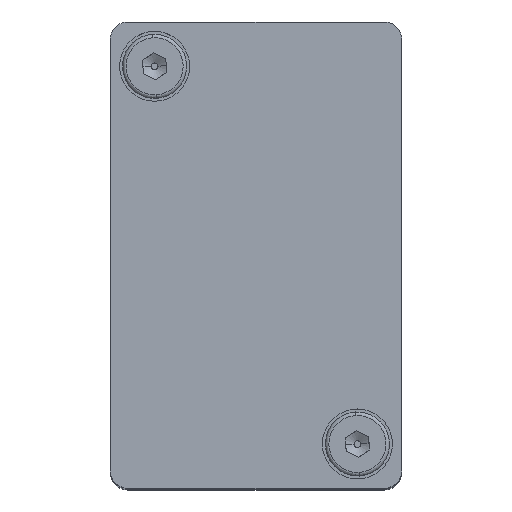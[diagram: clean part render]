
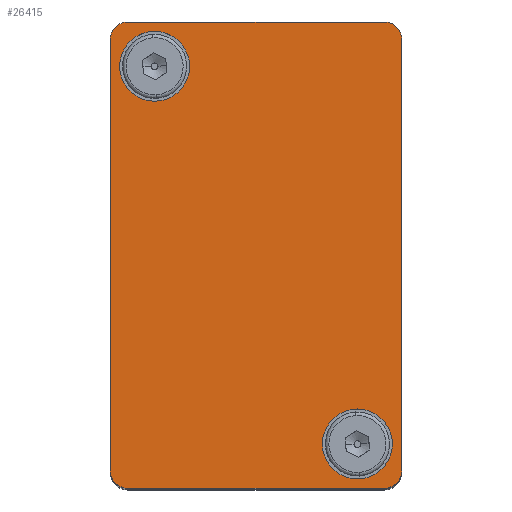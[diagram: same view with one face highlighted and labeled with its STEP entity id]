
A CAD part, top view. The second image highlights one B-rep face of the part: STEP entity #26415.
In plain terms, the highlighted face is planar.
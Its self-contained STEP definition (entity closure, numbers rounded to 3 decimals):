
#24865=CARTESIAN_POINT('',(7.2,6.75,15.2));
#24866=VERTEX_POINT('',#24865);
#24882=CARTESIAN_POINT('',(7.2,6.75,9.2));
#24883=VERTEX_POINT('',#24882);
#24890=CARTESIAN_POINT('',(7.2,6.75,12.2));
#24891=DIRECTION('',(0.0,-1.0,0.0));
#24892=DIRECTION('',(0.0,0.0,1.0));
#24893=AXIS2_PLACEMENT_3D('',#24890,#24891,#24892);
#24894=CIRCLE('',#24893,3.0);
#24895=EDGE_CURVE('',#24866,#24883,#24894,.T.);
#24907=CARTESIAN_POINT('',(-10.2,6.75,-17.2));
#24908=VERTEX_POINT('',#24907);
#24924=CARTESIAN_POINT('',(-10.2,6.75,-23.2));
#24925=VERTEX_POINT('',#24924);
#24932=CARTESIAN_POINT('',(-10.2,6.75,-20.2));
#24933=DIRECTION('',(0.0,-1.0,0.0));
#24934=DIRECTION('',(0.0,0.0,1.0));
#24935=AXIS2_PLACEMENT_3D('',#24932,#24933,#24934);
#24936=CIRCLE('',#24935,3.0);
#24937=EDGE_CURVE('',#24908,#24925,#24936,.T.);
#24949=CARTESIAN_POINT('',(-13.561,6.75,15.561));
#24950=VERTEX_POINT('',#24949);
#24966=CARTESIAN_POINT('',(-12.5,6.75,16.));
#24967=VERTEX_POINT('',#24966);
#24974=CARTESIAN_POINT('',(-12.5,6.75,14.5));
#24975=DIRECTION('',(0.0,-1.,0.0));
#24976=DIRECTION('',(-0.707,0.0,0.707));
#24977=AXIS2_PLACEMENT_3D('',#24974,#24975,#24976);
#24978=CIRCLE('',#24977,1.5);
#24979=EDGE_CURVE('',#24967,#24950,#24978,.T.);
#24991=CARTESIAN_POINT('',(-13.561,6.75,-23.561));
#24992=VERTEX_POINT('',#24991);
#25008=CARTESIAN_POINT('',(-14.0,6.75,-22.5));
#25009=VERTEX_POINT('',#25008);
#25016=CARTESIAN_POINT('',(-12.5,6.75,-22.5));
#25017=DIRECTION('',(0.0,-1.,0.0));
#25018=DIRECTION('',(-0.707,0.0,-0.707));
#25019=AXIS2_PLACEMENT_3D('',#25016,#25017,#25018);
#25020=CIRCLE('',#25019,1.5);
#25021=EDGE_CURVE('',#25009,#24992,#25020,.T.);
#25033=CARTESIAN_POINT('',(10.561,6.75,-23.561));
#25034=VERTEX_POINT('',#25033);
#25050=CARTESIAN_POINT('',(9.5,6.75,-24.0));
#25051=VERTEX_POINT('',#25050);
#25058=CARTESIAN_POINT('',(9.5,6.75,-22.5));
#25059=DIRECTION('',(0.0,-1.,0.0));
#25060=DIRECTION('',(0.707,0.0,-0.707));
#25061=AXIS2_PLACEMENT_3D('',#25058,#25059,#25060);
#25062=CIRCLE('',#25061,1.5);
#25063=EDGE_CURVE('',#25051,#25034,#25062,.T.);
#25075=CARTESIAN_POINT('',(10.561,6.75,15.561));
#25076=VERTEX_POINT('',#25075);
#25092=CARTESIAN_POINT('',(11.0,6.75,14.5));
#25093=VERTEX_POINT('',#25092);
#25100=CARTESIAN_POINT('',(9.5,6.75,14.5));
#25101=DIRECTION('',(0.0,-1.,0.0));
#25102=DIRECTION('',(0.707,0.0,0.707));
#25103=AXIS2_PLACEMENT_3D('',#25100,#25101,#25102);
#25104=CIRCLE('',#25103,1.5);
#25105=EDGE_CURVE('',#25093,#25076,#25104,.T.);
#26288=CARTESIAN_POINT('',(9.5,6.75,16.));
#26289=VERTEX_POINT('',#26288);
#26290=CARTESIAN_POINT('',(9.5,6.75,14.5));
#26291=DIRECTION('',(0.0,-1.,0.0));
#26292=DIRECTION('',(0.707,0.0,0.707));
#26293=AXIS2_PLACEMENT_3D('',#26290,#26291,#26292);
#26294=CIRCLE('',#26293,1.5);
#26295=EDGE_CURVE('',#25076,#26289,#26294,.T.);
#26321=CARTESIAN_POINT('',(9.5,6.75,16.));
#26322=DIRECTION('',(-1.0,0.0,0.0));
#26323=VECTOR('',#26322,22.0);
#26324=LINE('',#26321,#26323);
#26325=EDGE_CURVE('',#26289,#24967,#26324,.T.);
#26337=CARTESIAN_POINT('',(0.,6.75,0.));
#26338=DIRECTION('',(0.0,1.0,0.0));
#26339=DIRECTION('',(0.0,0.0,1.0));
#26340=AXIS2_PLACEMENT_3D('',#26337,#26338,#26339);
#26341=PLANE('',#26340);
#26342=ORIENTED_EDGE('',*,*,#25105,.F.);
#26343=CARTESIAN_POINT('',(11.0,6.75,-22.5));
#26344=VERTEX_POINT('',#26343);
#26345=CARTESIAN_POINT('',(11.0,6.75,-22.5));
#26346=DIRECTION('',(0.0,0.0,1.0));
#26347=VECTOR('',#26346,37.0);
#26348=LINE('',#26345,#26347);
#26349=EDGE_CURVE('',#26344,#25093,#26348,.T.);
#26350=ORIENTED_EDGE('',*,*,#26349,.F.);
#26351=CARTESIAN_POINT('',(9.5,6.75,-22.5));
#26352=DIRECTION('',(0.0,-1.,0.0));
#26353=DIRECTION('',(0.707,0.0,-0.707));
#26354=AXIS2_PLACEMENT_3D('',#26351,#26352,#26353);
#26355=CIRCLE('',#26354,1.5);
#26356=EDGE_CURVE('',#25034,#26344,#26355,.T.);
#26357=ORIENTED_EDGE('',*,*,#26356,.F.);
#26358=ORIENTED_EDGE('',*,*,#25063,.F.);
#26359=CARTESIAN_POINT('',(-12.5,6.75,-24.0));
#26360=VERTEX_POINT('',#26359);
#26361=CARTESIAN_POINT('',(-12.5,6.75,-24.0));
#26362=DIRECTION('',(1.0,0.0,0.0));
#26363=VECTOR('',#26362,22.0);
#26364=LINE('',#26361,#26363);
#26365=EDGE_CURVE('',#26360,#25051,#26364,.T.);
#26366=ORIENTED_EDGE('',*,*,#26365,.F.);
#26367=CARTESIAN_POINT('',(-12.5,6.75,-22.5));
#26368=DIRECTION('',(0.0,-1.,0.0));
#26369=DIRECTION('',(-0.707,0.0,-0.707));
#26370=AXIS2_PLACEMENT_3D('',#26367,#26368,#26369);
#26371=CIRCLE('',#26370,1.5);
#26372=EDGE_CURVE('',#24992,#26360,#26371,.T.);
#26373=ORIENTED_EDGE('',*,*,#26372,.F.);
#26374=ORIENTED_EDGE('',*,*,#25021,.F.);
#26375=CARTESIAN_POINT('',(-14.0,6.75,14.5));
#26376=VERTEX_POINT('',#26375);
#26377=CARTESIAN_POINT('',(-14.0,6.75,14.5));
#26378=DIRECTION('',(0.0,0.0,-1.0));
#26379=VECTOR('',#26378,37.0);
#26380=LINE('',#26377,#26379);
#26381=EDGE_CURVE('',#26376,#25009,#26380,.T.);
#26382=ORIENTED_EDGE('',*,*,#26381,.F.);
#26383=CARTESIAN_POINT('',(-12.5,6.75,14.5));
#26384=DIRECTION('',(0.0,-1.,0.0));
#26385=DIRECTION('',(-0.707,0.0,0.707));
#26386=AXIS2_PLACEMENT_3D('',#26383,#26384,#26385);
#26387=CIRCLE('',#26386,1.5);
#26388=EDGE_CURVE('',#24950,#26376,#26387,.T.);
#26389=ORIENTED_EDGE('',*,*,#26388,.F.);
#26390=ORIENTED_EDGE('',*,*,#24979,.F.);
#26391=ORIENTED_EDGE('',*,*,#26325,.F.);
#26392=ORIENTED_EDGE('',*,*,#26295,.F.);
#26393=EDGE_LOOP('',(#26342,#26350,#26357,#26358,#26366,#26373,#26374,#26382,#26389,#26390,#26391,#26392));
#26394=FACE_OUTER_BOUND('',#26393,.T.);
#26395=ORIENTED_EDGE('',*,*,#24937,.T.);
#26396=CARTESIAN_POINT('',(-10.2,6.75,-20.2));
#26397=DIRECTION('',(0.0,-1.0,0.0));
#26398=DIRECTION('',(0.0,0.0,1.0));
#26399=AXIS2_PLACEMENT_3D('',#26396,#26397,#26398);
#26400=CIRCLE('',#26399,3.0);
#26401=EDGE_CURVE('',#24925,#24908,#26400,.T.);
#26402=ORIENTED_EDGE('',*,*,#26401,.T.);
#26403=EDGE_LOOP('',(#26395,#26402));
#26404=FACE_BOUND('',#26403,.T.);
#26405=ORIENTED_EDGE('',*,*,#24895,.T.);
#26406=CARTESIAN_POINT('',(7.2,6.75,12.2));
#26407=DIRECTION('',(0.0,-1.0,0.0));
#26408=DIRECTION('',(0.0,0.0,1.0));
#26409=AXIS2_PLACEMENT_3D('',#26406,#26407,#26408);
#26410=CIRCLE('',#26409,3.0);
#26411=EDGE_CURVE('',#24883,#24866,#26410,.T.);
#26412=ORIENTED_EDGE('',*,*,#26411,.T.);
#26413=EDGE_LOOP('',(#26405,#26412));
#26414=FACE_BOUND('',#26413,.T.);
#26415=ADVANCED_FACE('',(#26394,#26404,#26414),#26341,.T.);
